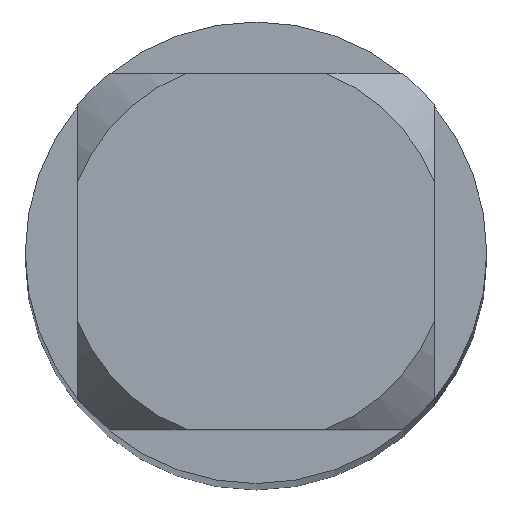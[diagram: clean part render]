
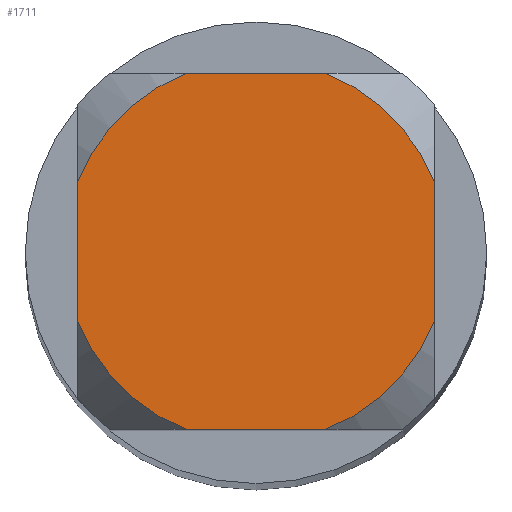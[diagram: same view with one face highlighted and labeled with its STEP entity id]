
A CAD part, top view. The second image highlights one B-rep face of the part: STEP entity #1711.
In plain terms, the highlighted planar face has unit normal (0, 0, 1).
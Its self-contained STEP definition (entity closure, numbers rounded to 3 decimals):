
#1445=VERTEX_POINT('',#3959);
#1711=ADVANCED_FACE('',(#4250),#4251,.T.);
#1849=VERTEX_POINT('',#4407);
#1881=EDGE_CURVE('',#2585,#1445,#4444,.T.);
#2011=EDGE_CURVE('',#2585,#2535,#4587,.T.);
#2497=EDGE_CURVE('',#3417,#3559,#5118,.T.);
#2535=VERTEX_POINT('',#5158);
#2585=VERTEX_POINT('',#5212);
#2655=EDGE_CURVE('',#1849,#3641,#5287,.T.);
#2885=EDGE_CURVE('',#3417,#3641,#5537,.T.);
#3417=VERTEX_POINT('',#6117);
#3507=VERTEX_POINT('',#6215);
#3555=EDGE_CURVE('',#1849,#1445,#6269,.T.);
#3559=VERTEX_POINT('',#6273);
#3641=VERTEX_POINT('',#6359);
#3643=EDGE_CURVE('',#3507,#2535,#6361,.T.);
#3683=EDGE_CURVE('',#3507,#3559,#6405,.T.);
#3959=CARTESIAN_POINT('',(-0.529,1.35,0.0));
#4250=FACE_OUTER_BOUND('',#7814,.T.);
#4251=PLANE('',#7815);
#4407=CARTESIAN_POINT('',(0.529,1.35,0.0));
#4444=CIRCLE('',#8194,1.45);
#4587=LINE('',#8461,#8462);
#5118=CIRCLE('',#9986,1.45);
#5158=CARTESIAN_POINT('',(-1.35,-0.529,0.0));
#5212=CARTESIAN_POINT('',(-1.35,0.529,0.0));
#5287=CIRCLE('',#10385,1.45);
#5537=LINE('',#11192,#11193);
#6117=CARTESIAN_POINT('',(1.35,-0.529,0.0));
#6215=CARTESIAN_POINT('',(-0.529,-1.35,0.0));
#6269=LINE('',#13035,#13036);
#6273=CARTESIAN_POINT('',(0.529,-1.35,0.0));
#6359=CARTESIAN_POINT('',(1.35,0.529,0.0));
#6361=CIRCLE('',#13240,1.45);
#6405=LINE('',#13349,#13350);
#7814=EDGE_LOOP('',(#14118,#14119,#14120,#14121,#14122,#14123,#14124,#14125));
#7815=AXIS2_PLACEMENT_3D('',#14126,#14127,#14128);
#8194=AXIS2_PLACEMENT_3D('',#14373,#14374,#14375);
#8461=CARTESIAN_POINT('',(-1.35,0.363,0.0));
#8462=VECTOR('',#14527,1.0);
#9986=AXIS2_PLACEMENT_3D('',#15059,#15060,#15061);
#10385=AXIS2_PLACEMENT_3D('',#15210,#15211,#15212);
#11192=CARTESIAN_POINT('',(1.35,0.363,0.0));
#11193=VECTOR('',#15571,1.0);
#13035=CARTESIAN_POINT('',(0.0,1.35,0.0));
#13036=VECTOR('',#16388,1.0);
#13240=AXIS2_PLACEMENT_3D('',#16453,#16454,#16455);
#13349=CARTESIAN_POINT('',(0.0,-1.35,0.0));
#13350=VECTOR('',#16509,1.0);
#14118=ORIENTED_EDGE('',*,*,#2011,.T.);
#14119=ORIENTED_EDGE('',*,*,#3643,.F.);
#14120=ORIENTED_EDGE('',*,*,#3683,.T.);
#14121=ORIENTED_EDGE('',*,*,#2497,.F.);
#14122=ORIENTED_EDGE('',*,*,#2885,.T.);
#14123=ORIENTED_EDGE('',*,*,#2655,.F.);
#14124=ORIENTED_EDGE('',*,*,#3555,.T.);
#14125=ORIENTED_EDGE('',*,*,#1881,.F.);
#14126=CARTESIAN_POINT('',(0.0,0.725,0.0));
#14127=DIRECTION('',(-0.0,0.0,1.0));
#14128=DIRECTION('',(0.0,-1.0,0.0));
#14373=CARTESIAN_POINT('',(0.0,0.0,0.0));
#14374=DIRECTION('',(0.0,0.0,-1.0));
#14375=DIRECTION('',(0.0,1.0,0.0));
#14527=DIRECTION('',(-0.0,-1.0,0.0));
#15059=CARTESIAN_POINT('',(0.0,0.0,0.0));
#15060=DIRECTION('',(0.0,0.0,-1.0));
#15061=DIRECTION('',(0.0,1.0,0.0));
#15210=CARTESIAN_POINT('',(0.0,0.0,0.0));
#15211=DIRECTION('',(0.0,0.0,-1.0));
#15212=DIRECTION('',(0.0,1.0,0.0));
#15571=DIRECTION('',(-0.0,1.0,0.0));
#16388=DIRECTION('',(-1.0,0.0,0.0));
#16453=CARTESIAN_POINT('',(0.0,0.0,0.0));
#16454=DIRECTION('',(0.0,0.0,-1.0));
#16455=DIRECTION('',(0.0,1.0,0.0));
#16509=DIRECTION('',(1.0,0.0,0.0));
